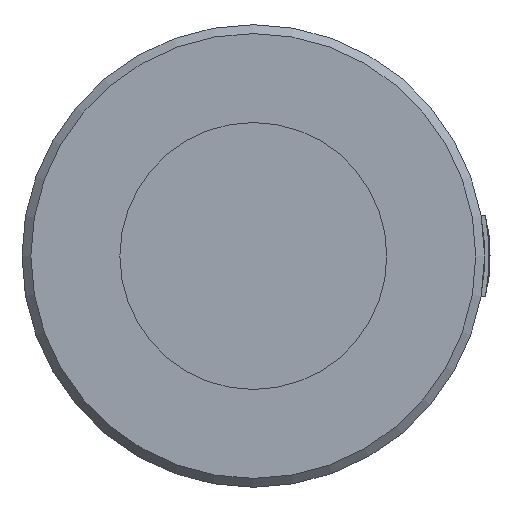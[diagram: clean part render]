
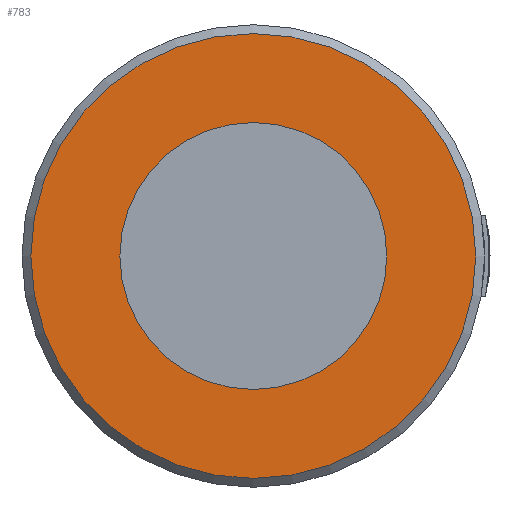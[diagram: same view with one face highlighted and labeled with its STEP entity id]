
A CAD part, front view. The second image highlights one B-rep face of the part: STEP entity #783.
In plain terms, the highlighted planar face has unit normal (0, -1, 0).
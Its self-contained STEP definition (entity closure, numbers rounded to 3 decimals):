
#695=CARTESIAN_POINT('',(-10.0,16.0,0.0));
#696=VERTEX_POINT('',#695);
#697=CARTESIAN_POINT('',(0.0,16.0,0.0));
#698=DIRECTION('',(0.0,1.0,0.0));
#699=DIRECTION('',(-1.0,0.0,0.0));
#700=AXIS2_PLACEMENT_3D('',#697,#698,#699);
#701=CIRCLE('',#700,10.0);
#702=EDGE_CURVE('',#696,#696,#701,.T.);
#764=CARTESIAN_POINT('',(-18.0,16.,0.0));
#765=DIRECTION('',(0.0,-1.0,0.0));
#766=DIRECTION('',(0.0,0.0,-1.0));
#767=AXIS2_PLACEMENT_3D('',#764,#765,#766);
#768=PLANE('',#767);
#769=CARTESIAN_POINT('',(-25.0,16.,0.));
#770=VERTEX_POINT('',#769);
#771=CARTESIAN_POINT('',(0.0,16.,0.0));
#772=DIRECTION('',(0.0,1.0,0.0));
#773=DIRECTION('',(1.0,0.0,0.0));
#774=AXIS2_PLACEMENT_3D('',#771,#772,#773);
#775=CIRCLE('',#774,25.0);
#776=EDGE_CURVE('',#770,#770,#775,.T.);
#777=ORIENTED_EDGE('',*,*,#776,.F.);
#778=EDGE_LOOP('',(#777));
#779=FACE_OUTER_BOUND('',#778,.T.);
#780=ORIENTED_EDGE('',*,*,#702,.T.);
#781=EDGE_LOOP('',(#780));
#782=FACE_BOUND('',#781,.T.);
#783=ADVANCED_FACE('',(#779,#782),#768,.T.);
